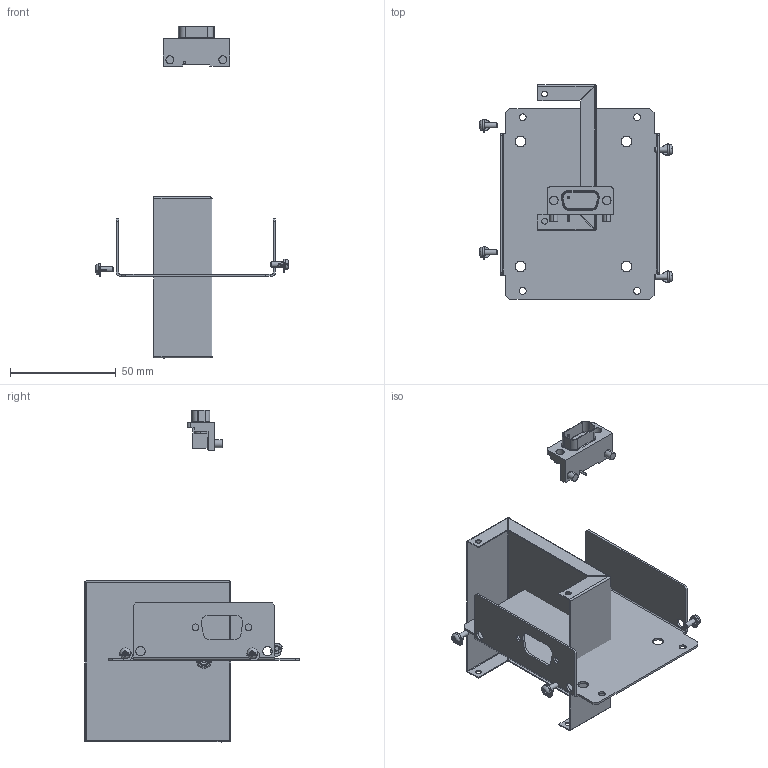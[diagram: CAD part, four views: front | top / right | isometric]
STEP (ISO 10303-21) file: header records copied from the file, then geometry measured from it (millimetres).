
FILE_DESCRIPTION(/* description */ ('Alibre Inc.'),/* implementation_level */ '2;1');
FILE_NAME(/* name */ 'export0',/* time_stamp */ '2008-09-09T11:39:21+02:00',/* author */ (''),/* organization */ (''),/* preprocessor_version */ 'ST-DEVELOPER v10',/* originating_system */ 'Alibre',/* authorisation */ '');
FILE_SCHEMA (('ALIBRE_SCHEMA','CONFIG_CONTROL_DESIGN'));
Products named in the file (12): ID_1; ID_2; ID_3; ID_4
Bounding box: 91.29 x 101.33 x 156.71 mm (x, y, z)
Volume: 18873.4 mm3; surface area: 45585.9 mm2
Topology: 17 solids, 17 shells, 831 faces, 2805 edges, 2012 vertices
Faces by surface type: cylinder 383, plane 275, bspline 96, cone 48, sphere 16, torus 13
Full cylindrical faces by diameter (mm): 2.013 x1, 2.459 x1, 2.5 x4, 2.7 x8, 3.2 x6, 3.546 x1, 3.69 x1, 3.9 x2, 4.346 x1, 4.4 x4, 4.9 x2, 5 x12
Entity records: 53975 total; most frequent: CARTESIAN_POINT 13762, ORIENTED_EDGE 6020, DIRECTION 4380, EDGE_CURVE 3010, PERSISTANTTOPOLOGYATTRIBUTE 2470, VERTEX_POINT 2455, REFERENCEDEPENDENTUV 1768, AXIS2_PLACEMENT_3D 1538
